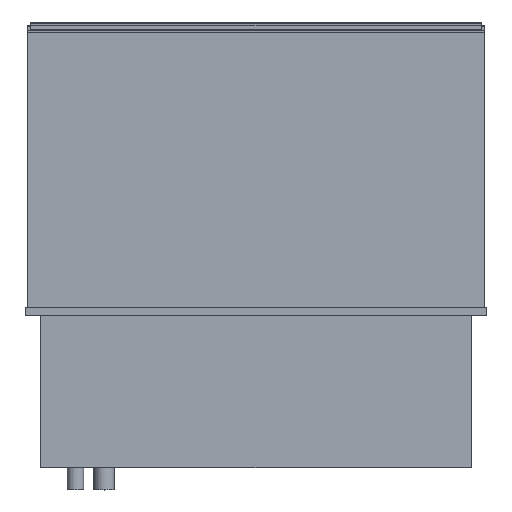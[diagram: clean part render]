
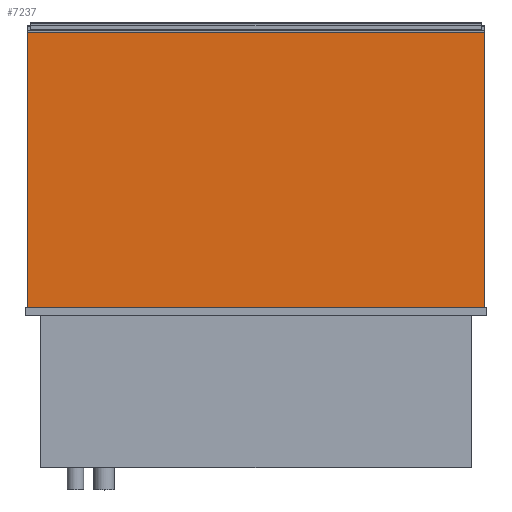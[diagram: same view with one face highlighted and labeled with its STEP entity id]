
A CAD part, top view. The second image highlights one B-rep face of the part: STEP entity #7237.
In plain terms, the highlighted planar face has unit normal (0, 0, 1).
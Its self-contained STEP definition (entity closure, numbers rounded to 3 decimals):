
#679=FACE_OUTER_BOUND('',#1105,.T.);
#1105=EDGE_LOOP('',(#6427,#6428,#6429,#6430));
#1952=LINE('',#11765,#2822);
#1963=LINE('',#11789,#2833);
#1964=LINE('',#11790,#2834);
#1965=LINE('',#11791,#2835);
#2822=VECTOR('',#9711,10.);
#2833=VECTOR('',#9726,10.);
#2834=VECTOR('',#9727,10.);
#2835=VECTOR('',#9728,10.);
#3494=VERTEX_POINT('',#11762);
#3495=VERTEX_POINT('',#11764);
#3505=VERTEX_POINT('',#11787);
#3506=VERTEX_POINT('',#11788);
#4472=EDGE_CURVE('',#3494,#3495,#1952,.T.);
#4483=EDGE_CURVE('',#3505,#3506,#1963,.T.);
#4484=EDGE_CURVE('',#3506,#3495,#1964,.T.);
#4485=EDGE_CURVE('',#3505,#3494,#1965,.T.);
#6427=ORIENTED_EDGE('',*,*,#4483,.T.);
#6428=ORIENTED_EDGE('',*,*,#4484,.T.);
#6429=ORIENTED_EDGE('',*,*,#4472,.F.);
#6430=ORIENTED_EDGE('',*,*,#4485,.F.);
#6826=PLANE('',#7826);
#7237=ADVANCED_FACE('',(#679),#6826,.T.);
#7826=AXIS2_PLACEMENT_3D('',#11786,#9724,#9725);
#9711=DIRECTION('',(1.,0.,0.));
#9724=DIRECTION('center_axis',(0.,0.,1.));
#9725=DIRECTION('ref_axis',(1.,0.,0.));
#9726=DIRECTION('',(1.,0.,0.));
#9727=DIRECTION('',(0.,1.,0.));
#9728=DIRECTION('',(0.,1.,0.));
#11762=CARTESIAN_POINT('',(-557.5,690.,347.5));
#11764=CARTESIAN_POINT('',(557.5,690.,347.5));
#11765=CARTESIAN_POINT('',(-557.5,690.,347.5));
#11786=CARTESIAN_POINT('Origin',(-557.5,20.,347.5));
#11787=CARTESIAN_POINT('',(-557.5,20.,347.5));
#11788=CARTESIAN_POINT('',(557.5,20.,347.5));
#11789=CARTESIAN_POINT('',(-557.5,20.,347.5));
#11790=CARTESIAN_POINT('',(557.5,20.,347.5));
#11791=CARTESIAN_POINT('',(-557.5,20.,347.5));
